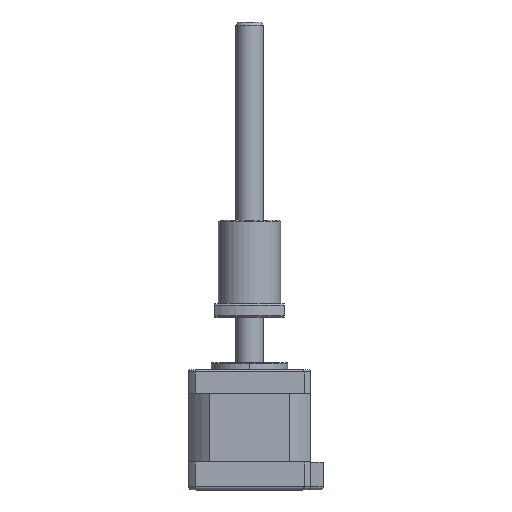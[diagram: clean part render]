
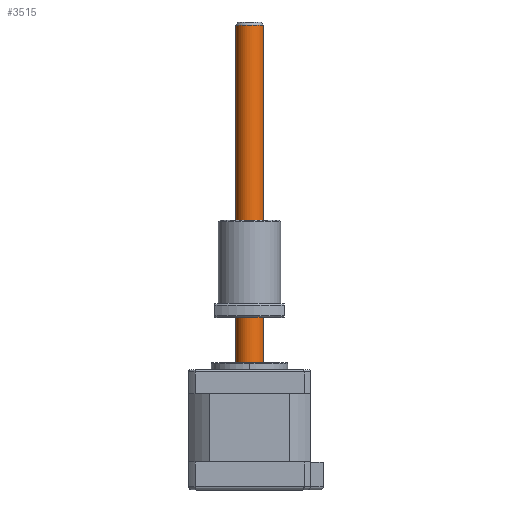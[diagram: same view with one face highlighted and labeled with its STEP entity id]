
A CAD part, top view. The second image highlights one B-rep face of the part: STEP entity #3515.
In plain terms, the highlighted cylindrical face has radius 4 mm (diameter 8 mm), a partial arc.
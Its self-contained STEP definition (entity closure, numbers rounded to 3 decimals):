
#117 = EDGE_CURVE ( 'NONE', #5788, #4828, #4661, .T. ) ;
#126 = CYLINDRICAL_SURFACE ( 'NONE', #2923, 4. ) ;
#209 = EDGE_CURVE ( 'NONE', #1732, #9232, #8346, .T. ) ;
#379 = FACE_OUTER_BOUND ( 'NONE', #2585, .T. ) ;
#470 = CARTESIAN_POINT ( 'NONE',  ( -8.709, 15.993, 16.638 ) ) ;
#629 = DIRECTION ( 'NONE',  ( 1., 0., 0. ) ) ;
#721 = CARTESIAN_POINT ( 'NONE',  ( -4.709, 15.993, 16.638 ) ) ;
#1207 = CARTESIAN_POINT ( 'NONE',  ( -0.709, 115.993, 16.638 ) ) ;
#1248 = DIRECTION ( 'NONE',  ( 0., -1., 0. ) ) ;
#1502 = DIRECTION ( 'NONE',  ( -1., 0., 0. ) ) ;
#1732 = VERTEX_POINT ( 'NONE', #7280 ) ;
#1991 = CARTESIAN_POINT ( 'NONE',  ( -0.709, 15.993, 16.638 ) ) ;
#2214 = ORIENTED_EDGE ( 'NONE', *, *, #3607, .T. ) ;
#2268 = ORIENTED_EDGE ( 'NONE', *, *, #4489, .F. ) ;
#2585 = EDGE_LOOP ( 'NONE', ( #4317, #2214, #3258, #2268 ) ) ;
#2923 = AXIS2_PLACEMENT_3D ( 'NONE', #3602, #9076, #4384 ) ;
#3258 = ORIENTED_EDGE ( 'NONE', *, *, #209, .T. ) ;
#3515 = ADVANCED_FACE ( 'NONE', ( #379 ), #126, .T. ) ;
#3602 = CARTESIAN_POINT ( 'NONE',  ( -4.709, 115.993, 16.638 ) ) ;
#3607 = EDGE_CURVE ( 'NONE', #5788, #1732, #9571, .T. ) ;
#3885 = CARTESIAN_POINT ( 'NONE',  ( -0.709, 114.993, 16.638 ) ) ;
#3965 = CIRCLE ( 'NONE', #5857, 4. ) ;
#4317 = ORIENTED_EDGE ( 'NONE', *, *, #117, .F. ) ;
#4384 = DIRECTION ( 'NONE',  ( -1., 0., 0. ) ) ;
#4489 = EDGE_CURVE ( 'NONE', #4828, #9232, #3965, .T. ) ;
#4661 = LINE ( 'NONE', #1207, #4898 ) ;
#4828 = VERTEX_POINT ( 'NONE', #1991 ) ;
#4898 = VECTOR ( 'NONE', #1248, 1000. ) ;
#5319 = DIRECTION ( 'NONE',  ( 0., -1., 0. ) ) ;
#5788 = VERTEX_POINT ( 'NONE', #3885 ) ;
#5857 = AXIS2_PLACEMENT_3D ( 'NONE', #721, #6177, #1502 ) ;
#6049 = AXIS2_PLACEMENT_3D ( 'NONE', #9995, #5319, #629 ) ;
#6177 = DIRECTION ( 'NONE',  ( 0., -1., 0. ) ) ;
#6238 = VECTOR ( 'NONE', #6874, 1000. ) ;
#6874 = DIRECTION ( 'NONE',  ( 0., -1., 0. ) ) ;
#7280 = CARTESIAN_POINT ( 'NONE',  ( -8.709, 114.993, 16.638 ) ) ;
#8346 = LINE ( 'NONE', #10024, #6238 ) ;
#9076 = DIRECTION ( 'NONE',  ( 0., -1., 0. ) ) ;
#9232 = VERTEX_POINT ( 'NONE', #470 ) ;
#9571 = CIRCLE ( 'NONE', #6049, 4. ) ;
#9995 = CARTESIAN_POINT ( 'NONE',  ( -4.709, 114.993, 16.638 ) ) ;
#10024 = CARTESIAN_POINT ( 'NONE',  ( -8.709, 115.993, 16.638 ) ) ;
